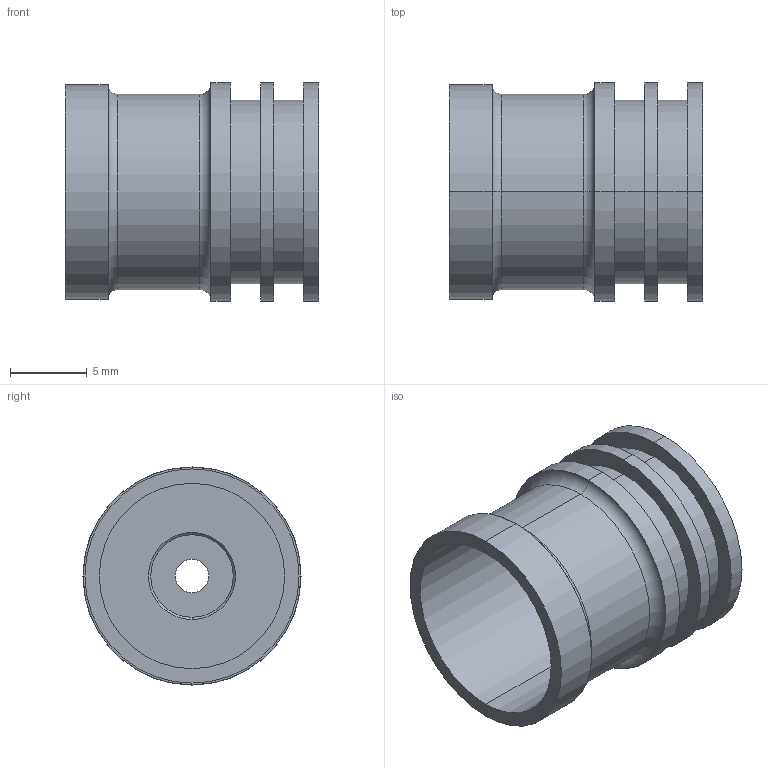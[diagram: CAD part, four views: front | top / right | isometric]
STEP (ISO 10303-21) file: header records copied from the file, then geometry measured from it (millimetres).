
FILE_DESCRIPTION (( 'STEP AP214' ), '1' );
FILE_NAME ('Part7_step.STEP', '2022-10-13T10:09:50', ( '' ), ( '' ), 'SwSTEP 2.0', 'SolidWorks 2022', '' );
FILE_SCHEMA (( 'AUTOMOTIVE_DESIGN' ));
Length unit declared in the file: millimetre
Products named in the file (1): Part7_step
Bounding box: 16.55 x 14.25 x 14.25 mm (x, y, z)
Volume: 973.5 mm3; surface area: 1727.3 mm2
Topology: 1 solids, 1 shells, 50 faces, 102 edges, 63 vertices
Faces by surface type: cylinder 26, plane 12, cone 8, torus 4
Entity records: 1382 total; most frequent: DIRECTION 268, CARTESIAN_POINT 214, ORIENTED_EDGE 200, AXIS2_PLACEMENT_3D 117, EDGE_CURVE 100, CIRCLE 66, EDGE_LOOP 63, VERTEX_POINT 63
